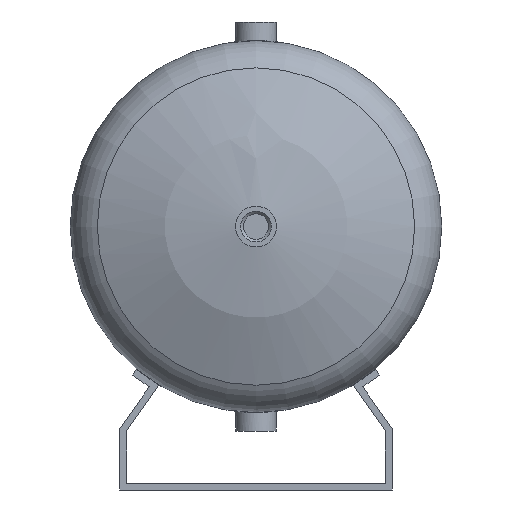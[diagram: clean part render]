
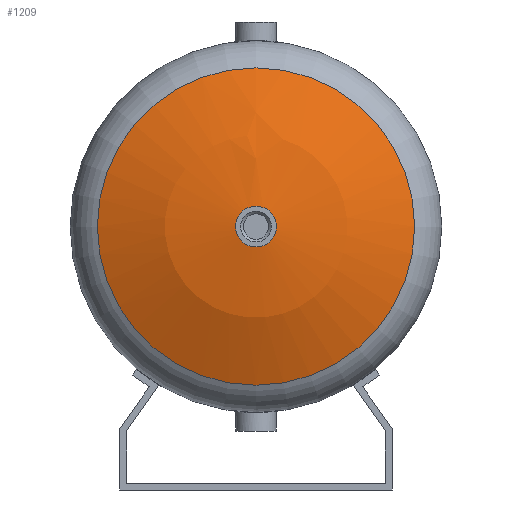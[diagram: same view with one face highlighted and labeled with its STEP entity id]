
A CAD part, left-side view. The second image highlights one B-rep face of the part: STEP entity #1209.
In plain terms, the highlighted spherical face has radius 271 mm.
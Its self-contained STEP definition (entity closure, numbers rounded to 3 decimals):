
#23=SPHERICAL_SURFACE('',#1298,271.);
#312=FACE_BOUND('',#428,.T.);
#343=FACE_OUTER_BOUND('',#427,.T.);
#427=EDGE_LOOP('',(#861));
#428=EDGE_LOOP('',(#862));
#533=CIRCLE('',#1299,15.);
#534=CIRCLE('',#1300,116.553);
#597=VERTEX_POINT('',#2885);
#598=VERTEX_POINT('',#2887);
#709=EDGE_CURVE('',#597,#597,#533,.T.);
#710=EDGE_CURVE('',#598,#598,#534,.T.);
#861=ORIENTED_EDGE('',*,*,#709,.F.);
#862=ORIENTED_EDGE('',*,*,#710,.T.);
#1209=ADVANCED_FACE('',(#343,#312),#23,.T.);
#1298=AXIS2_PLACEMENT_3D('',#2884,#1454,#1455);
#1299=AXIS2_PLACEMENT_3D('',#2886,#1456,#1457);
#1300=AXIS2_PLACEMENT_3D('',#2888,#1458,#1459);
#1454=DIRECTION('center_axis',(-1.,0.,0.));
#1455=DIRECTION('ref_axis',(0.,0.,1.));
#1456=DIRECTION('center_axis',(-1.,0.,0.));
#1457=DIRECTION('ref_axis',(0.,0.,1.));
#1458=DIRECTION('center_axis',(-1.,0.,0.));
#1459=DIRECTION('ref_axis',(0.,0.,1.));
#2884=CARTESIAN_POINT('Origin',(38.085,0.,0.));
#2885=CARTESIAN_POINT('',(-232.5,0.,15.));
#2886=CARTESIAN_POINT('Origin',(-232.5,0.,0.));
#2887=CARTESIAN_POINT('',(-206.571,0.,116.553));
#2888=CARTESIAN_POINT('Origin',(-206.571,0.,0.));
